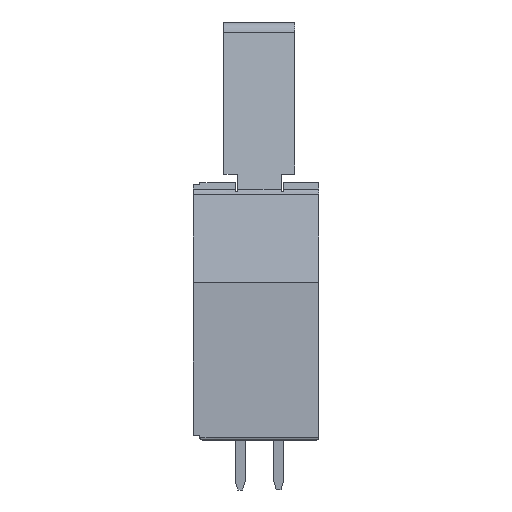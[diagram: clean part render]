
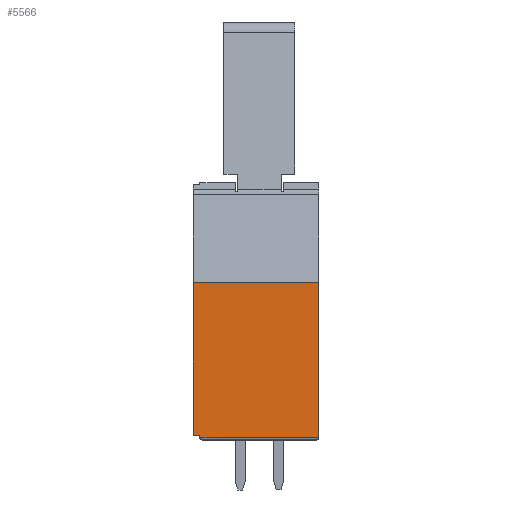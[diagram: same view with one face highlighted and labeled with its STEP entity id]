
A CAD part, left-side view. The second image highlights one B-rep face of the part: STEP entity #5566.
In plain terms, the highlighted planar face has unit normal (-1, 0, 0).
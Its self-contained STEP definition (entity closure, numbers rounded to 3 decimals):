
#3536=EDGE_CURVE('',#6368,#4172,#10154,.T.);
#3646=VERTEX_POINT('',#10271);
#3752=EDGE_CURVE('',#7890,#6368,#10381,.T.);
#4172=VERTEX_POINT('',#10840);
#4204=EDGE_CURVE('',#4678,#4172,#10874,.T.);
#4678=VERTEX_POINT('',#11394);
#5566=ADVANCED_FACE('',(#12355),#12356,.T.);
#6164=EDGE_CURVE('',#9596,#3646,#13009,.T.);
#6368=VERTEX_POINT('',#13230);
#6386=EDGE_CURVE('',#7890,#9596,#13250,.T.);
#7890=VERTEX_POINT('',#14931);
#8156=EDGE_CURVE('',#3646,#4678,#15217,.T.);
#9596=VERTEX_POINT('',#16789);
#10154=LINE('',#17492,#17493);
#10271=CARTESIAN_POINT('',(-26.11,8.3,0.3));
#10381=LINE('',#17836,#17837);
#10840=CARTESIAN_POINT('',(-26.11,0.0,10.4));
#10874=LINE('',#18542,#18543);
#11394=CARTESIAN_POINT('',(-26.11,8.3,10.4));
#12355=FACE_OUTER_BOUND('',#20693,.T.);
#12356=PLANE('',#20694);
#13009=LINE('',#21613,#21614);
#13230=CARTESIAN_POINT('',(-26.11,0.0,0.15));
#13250=LINE('',#21940,#21941);
#14931=CARTESIAN_POINT('',(-26.11,7.85,0.15));
#15217=LINE('',#24719,#24720);
#16789=CARTESIAN_POINT('',(-26.11,7.85,0.3));
#17492=CARTESIAN_POINT('',(-26.11,0.,0.0));
#17493=VECTOR('',#27752,1.0);
#17836=CARTESIAN_POINT('',(-26.11,4.15,0.15));
#17837=VECTOR('',#27913,1.0);
#18542=CARTESIAN_POINT('',(-26.11,4.15,10.4));
#18543=VECTOR('',#28449,1.0);
#20693=EDGE_LOOP('',(#29945,#29946,#29947,#29948,#29949,#29950));
#20694=AXIS2_PLACEMENT_3D('',#29951,#29952,#29953);
#21613=CARTESIAN_POINT('',(-26.11,4.15,0.3));
#21614=VECTOR('',#30576,1.0);
#21940=CARTESIAN_POINT('',(-26.11,7.85,0.15));
#21941=VECTOR('',#30790,1.0);
#24719=CARTESIAN_POINT('',(-26.11,8.3,0.0));
#24720=VECTOR('',#32937,1.0);
#27752=DIRECTION('',(0.0,0.0,1.0));
#27913=DIRECTION('',(0.0,-1.0,0.));
#28449=DIRECTION('',(0.0,-1.0,0.));
#29945=ORIENTED_EDGE('',*,*,#6386,.F.);
#29946=ORIENTED_EDGE('',*,*,#3752,.T.);
#29947=ORIENTED_EDGE('',*,*,#3536,.T.);
#29948=ORIENTED_EDGE('',*,*,#4204,.F.);
#29949=ORIENTED_EDGE('',*,*,#8156,.F.);
#29950=ORIENTED_EDGE('',*,*,#6164,.F.);
#29951=CARTESIAN_POINT('',(-26.11,0.,0.0));
#29952=DIRECTION('',(-1.0,0.0,0.0));
#29953=DIRECTION('',(0.0,-1.0,0.0));
#30576=DIRECTION('',(0.0,1.0,0.));
#30790=DIRECTION('',(0.0,0.,1.0));
#32937=DIRECTION('',(0.0,0.0,1.0));
